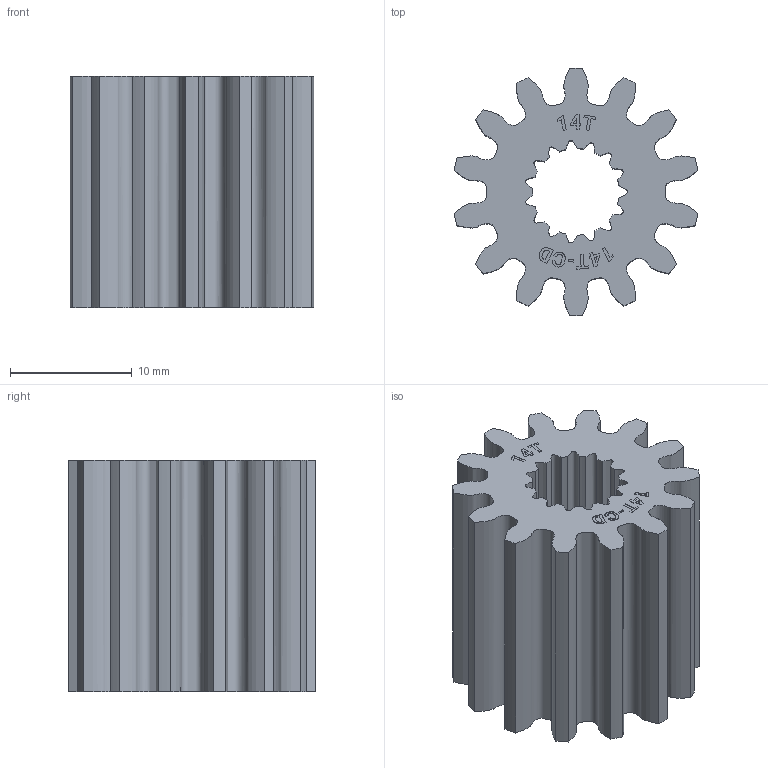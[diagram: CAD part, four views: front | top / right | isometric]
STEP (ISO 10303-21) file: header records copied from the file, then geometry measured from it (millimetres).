
FILE_DESCRIPTION (( 'STEP AP214' ), '1' );
FILE_NAME ('WCP-1013 Rev1.step', '2023-10-11T20:27:08', ( '' ), ( '' ), 'SwSTEP 2.0', 'SolidWorks 2022', '' );
FILE_SCHEMA (( 'AUTOMOTIVE_DESIGN' ));
Length unit declared in the file: inch
Products named in the file (1): WCP-1013 Rev1
Bounding box: 20.01 x 20.32 x 19.05 mm (x, y, z)
Volume: 3459.4 mm3; surface area: 3201.1 mm2
Topology: 1 solids, 1 shells, 263 faces, 714 edges, 476 vertices
Faces by surface type: plane 162, bspline 71, cylinder 30
Entity records: 17274 total; most frequent: CARTESIAN_POINT 11013, ORIENTED_EDGE 1428, DIRECTION 1018, EDGE_CURVE 714, VECTOR 512, LINE 512, VERTEX_POINT 476, EDGE_LOOP 288
